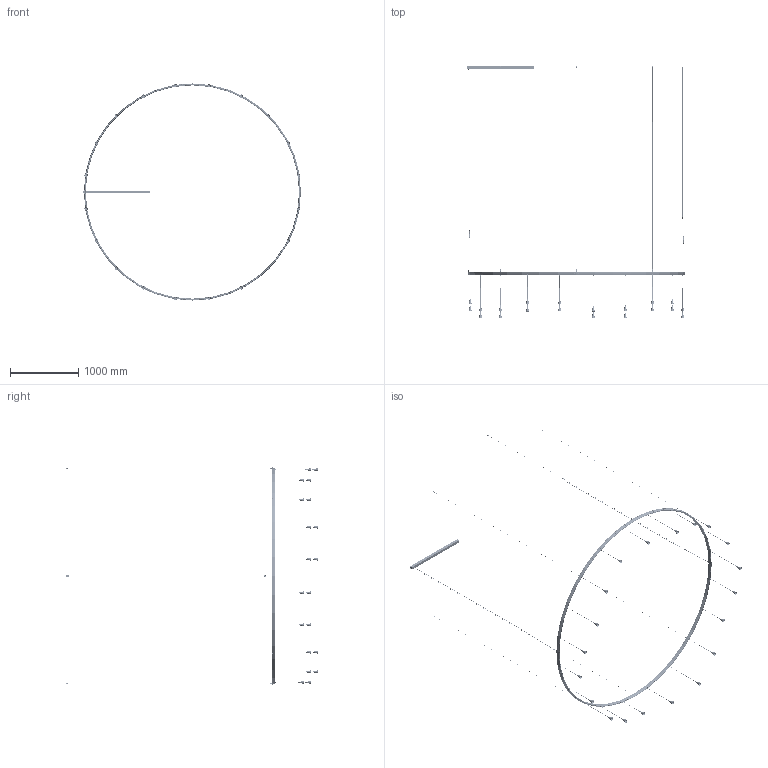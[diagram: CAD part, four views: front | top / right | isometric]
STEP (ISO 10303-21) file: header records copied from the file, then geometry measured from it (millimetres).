
FILE_DESCRIPTION (( 'STEP AP203' ), '1' );
FILE_NAME ('35723xxxyyy SKYBELL CIRCLE S 20L 40.STEP', '2020-06-10T08:49:03', ( '' ), ( '' ), 'SwSTEP 2.0', 'SolidWorks 2019', '' );
FILE_SCHEMA (( 'CONFIG_CONTROL_DESIGN' ));
Length unit declared in the file: millimetre
Products named in the file (87): 357-101; 908-053-180; D7985-256 A2; SUB357-043; 920-003; SUB35-002 - para aligerar; 908-053-250; 909-085; 357-003; 914-072; SUB357-032; 908-053-350; 357-070; SUB357-001 - para aligerar; 35723xxxyyy SKYBELL CIRCLE S 20L 40; 357-126; 259-104_COLOCADA; 914-033; 357-015; D965-48-A2; 357-184; 914-187; 920-054; 357-002; 357-054; 357-005; SUB357-003 - para aligerar; D965-416A2; 259-809; 920-062; 918-052; 357-116; 357-183; D913-512A2; 357-006  A 180mm; SUB357-021 - para aligerar; D934-M3; CABLE S 12; 357-120; D6798J-3.2 ...
Assembly tree (347 placements, depth 4):
  914-072
  35723xxxyyy SKYBELL CIRCLE S 20L 40
    357-101  x4
    SUB357-032
      357-054
      357-055
      D965-416A2  x2
      920-062
      920-003
      920-054
      920-053
      D913-512A2
      914-187  x2
    SUB357-021 - para aligerar
      357-120  x2
      920-054
      357-184
      914-033
      357-126
      245-27-08
      357-116
      D934-M3  x2
      D6798J-3.2  x2
    SUB357-032
      357-054
      357-055
      D965-416A2  x2
      920-062
      920-003
      920-054
      920-053
      D913-512A2
      914-187  x2
    SUB357-032
      357-054
      357-055
      D965-416A2  x2
      920-062
      920-003
      920-054
      920-053
      D913-512A2
      914-187  x2
    SUB357-032
      357-054
      357-055
      D965-416A2  x2
      920-062
      920-003
      D913-512A2
      914-187  x2
    SUB357-001 - para aligerar
      357-001
      357-002
      908-053-180
        357-006  A 180mm
      918-052
      259-104_COLOCADA
      357-136
      357-005
Bounding box: 3188.72 x 3694.48 x 3177.44 mm (x, y, z)
Volume: 4286715 mm3; surface area: 4129823.9 mm2
Topology: 391 solids, 391 shells, 12395 faces, 29178 edges, 18200 vertices
Faces by surface type: plane 4339, cylinder 3144, bspline 2270, cone 1696, torus 894, sphere 52
Entity records: 139054 total; most frequent: CARTESIAN_POINT 74708, ORIENTED_EDGE 10124, DIRECTION 9860, EDGE_CURVE 5062, AXIS2_PLACEMENT_3D 3732, VERTEX_POINT 3160, VECTOR 2396, LINE 2396
